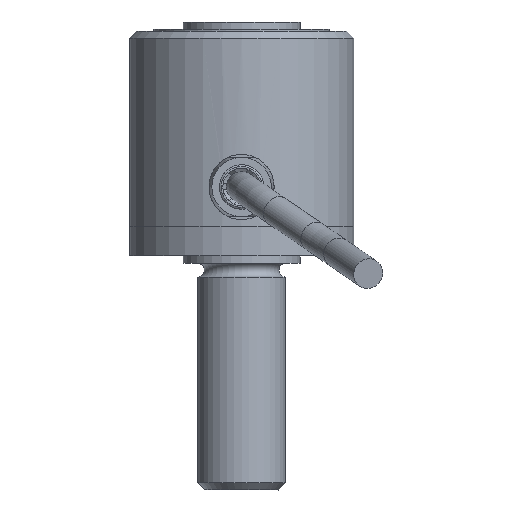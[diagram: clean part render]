
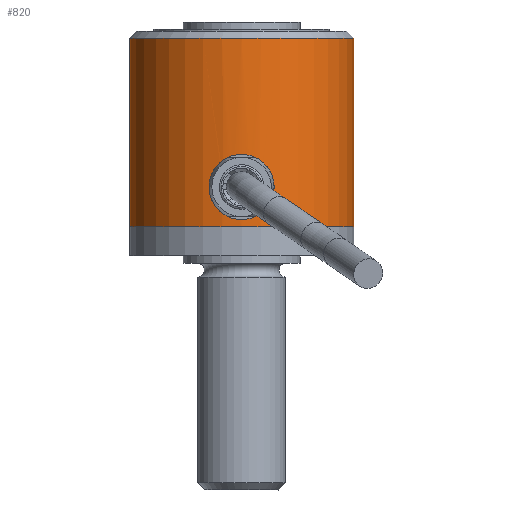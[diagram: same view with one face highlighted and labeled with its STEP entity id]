
A CAD part, front view. The second image highlights one B-rep face of the part: STEP entity #820.
In plain terms, the highlighted cylindrical face has radius 12.192 mm (diameter 24.384 mm), a full revolution.
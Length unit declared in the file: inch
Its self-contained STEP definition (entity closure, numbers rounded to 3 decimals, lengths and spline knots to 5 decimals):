
#744=CARTESIAN_POINT('',(0.0,0.0,-0.4175));
#745=DIRECTION('',(0.0,0.0,1.0));
#746=DIRECTION('',(1.0,0.0,0.0));
#747=AXIS2_PLACEMENT_3D('',#744,#745,#746);
#748=CYLINDRICAL_SURFACE('',#747,0.48);
#749=CARTESIAN_POINT('',(0.48,0.0,-0.4175));
#750=VERTEX_POINT('',#749);
#751=CARTESIAN_POINT('',(0.0,0.0,-0.4175));
#752=DIRECTION('',(0.0,0.0,1.0));
#753=DIRECTION('',(1.0,0.0,0.0));
#754=AXIS2_PLACEMENT_3D('',#751,#752,#753);
#755=CIRCLE('',#754,0.48);
#756=EDGE_CURVE('',#750,#750,#755,.T.);
#757=ORIENTED_EDGE('',*,*,#756,.T.);
#758=EDGE_LOOP('',(#757));
#759=FACE_OUTER_BOUND('',#758,.T.);
#760=CARTESIAN_POINT('',(0.48,0.,-0.328));
#761=VERTEX_POINT('',#760);
#762=CARTESIAN_POINT('',(0.48,0.,-0.167));
#763=VERTEX_POINT('',#762);
#764=CARTESIAN_POINT('',(0.48,0.,-0.328));
#765=CARTESIAN_POINT('',(0.48,-0.01013,-0.328));
#766=CARTESIAN_POINT('',(0.47965,-0.02092,-0.32597));
#767=CARTESIAN_POINT('',(0.47837,-0.04075,-0.31775));
#768=CARTESIAN_POINT('',(0.47747,-0.04979,-0.31156));
#769=CARTESIAN_POINT('',(0.47576,-0.06406,-0.29729));
#770=CARTESIAN_POINT('',(0.47485,-0.07025,-0.28825));
#771=CARTESIAN_POINT('',(0.47356,-0.07847,-0.26842));
#772=CARTESIAN_POINT('',(0.4732,-0.0805,-0.25763));
#773=CARTESIAN_POINT('',(0.4732,-0.0805,-0.2475));
#774=CARTESIAN_POINT('',(0.4732,-0.0805,-0.23737));
#775=CARTESIAN_POINT('',(0.47356,-0.07847,-0.22658));
#776=CARTESIAN_POINT('',(0.47485,-0.07025,-0.20675));
#777=CARTESIAN_POINT('',(0.47576,-0.06406,-0.19771));
#778=CARTESIAN_POINT('',(0.47747,-0.04979,-0.18344));
#779=CARTESIAN_POINT('',(0.47837,-0.04075,-0.17725));
#780=CARTESIAN_POINT('',(0.47965,-0.02092,-0.16903));
#781=CARTESIAN_POINT('',(0.48,-0.01013,-0.167));
#782=CARTESIAN_POINT('',(0.48,0.,-0.167));
#783=B_SPLINE_CURVE_WITH_KNOTS('',3,(#764,#765,#766,#767,#768,#769,#770,#771,#772,#773,#774,#775,#776,#777,#778,#779,#780,#781,#782),.UNSPECIFIED.,.F.,.U.,(4,2,2,2,3,2,2,2,4),(0.36462,0.39501,0.42539,0.45578,0.48616,0.51655,0.54693,0.57732,0.6077),.UNSPECIFIED.);
#784=EDGE_CURVE('',#761,#763,#783,.T.);
#785=ORIENTED_EDGE('',*,*,#784,.T.);
#786=CARTESIAN_POINT('',(0.48,0.,-0.167));
#787=CARTESIAN_POINT('',(0.48,0.01013,-0.167));
#788=CARTESIAN_POINT('',(0.47965,0.02092,-0.16903));
#789=CARTESIAN_POINT('',(0.47837,0.04075,-0.17725));
#790=CARTESIAN_POINT('',(0.47747,0.04979,-0.18344));
#791=CARTESIAN_POINT('',(0.47576,0.06406,-0.19771));
#792=CARTESIAN_POINT('',(0.47485,0.07025,-0.20675));
#793=CARTESIAN_POINT('',(0.47356,0.07847,-0.22658));
#794=CARTESIAN_POINT('',(0.4732,0.0805,-0.23737));
#795=CARTESIAN_POINT('',(0.4732,0.0805,-0.25763));
#796=CARTESIAN_POINT('',(0.47356,0.07847,-0.26842));
#797=CARTESIAN_POINT('',(0.47485,0.07025,-0.28825));
#798=CARTESIAN_POINT('',(0.47576,0.06406,-0.29729));
#799=CARTESIAN_POINT('',(0.47747,0.04979,-0.31156));
#800=CARTESIAN_POINT('',(0.47837,0.04075,-0.31775));
#801=CARTESIAN_POINT('',(0.47965,0.02092,-0.32597));
#802=CARTESIAN_POINT('',(0.48,0.01013,-0.328));
#803=CARTESIAN_POINT('',(0.48,0.,-0.328));
#804=B_SPLINE_CURVE_WITH_KNOTS('',3,(#786,#787,#788,#789,#790,#791,#792,#793,#794,#795,#796,#797,#798,#799,#800,#801,#802,#803),.UNSPECIFIED.,.F.,.U.,(4,2,2,2,2,2,2,2,4),(0.12154,0.15192,0.18231,0.2127,0.24308,0.27347,0.30385,0.33424,0.36462),.UNSPECIFIED.);
#805=EDGE_CURVE('',#763,#761,#804,.T.);
#806=ORIENTED_EDGE('',*,*,#805,.T.);
#807=EDGE_LOOP('',(#785,#806));
#808=FACE_BOUND('',#807,.T.);
#809=CARTESIAN_POINT('',(-0.48,0.0,0.3875));
#810=VERTEX_POINT('',#809);
#811=CARTESIAN_POINT('',(0.0,0.0,0.3875));
#812=DIRECTION('',(0.0,0.0,1.0));
#813=DIRECTION('',(-1.0,0.0,0.0));
#814=AXIS2_PLACEMENT_3D('',#811,#812,#813);
#815=CIRCLE('',#814,0.48);
#816=EDGE_CURVE('',#810,#810,#815,.T.);
#817=ORIENTED_EDGE('',*,*,#816,.F.);
#818=EDGE_LOOP('',(#817));
#819=FACE_BOUND('',#818,.T.);
#820=ADVANCED_FACE('',(#759,#808,#819),#748,.T.);
